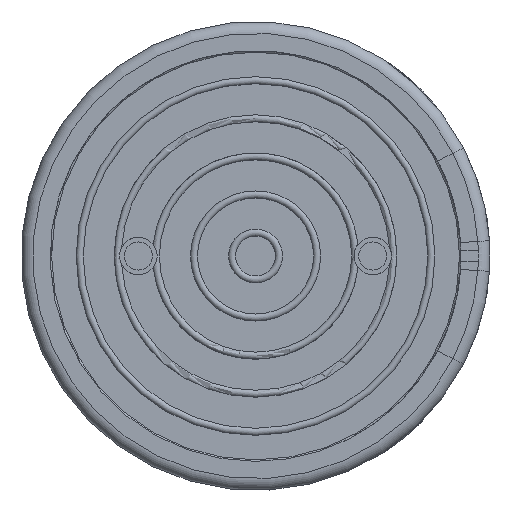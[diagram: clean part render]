
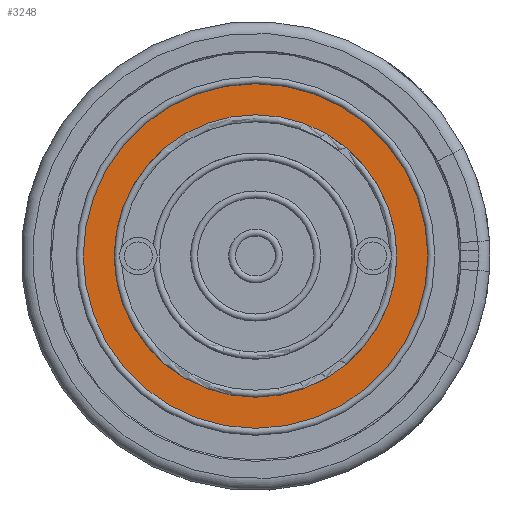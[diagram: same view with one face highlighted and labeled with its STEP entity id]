
A CAD part, front view. The second image highlights one B-rep face of the part: STEP entity #3248.
In plain terms, the highlighted planar face has unit normal (0, -1, 0).
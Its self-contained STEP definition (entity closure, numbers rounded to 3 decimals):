
#45=FACE_BOUND('',#507,.T.);
#231=PLANE('',#3617);
#354=FACE_OUTER_BOUND('',#506,.T.);
#506=EDGE_LOOP('',(#2898,#2899));
#507=EDGE_LOOP('',(#2900,#2901));
#1022=CIRCLE('',#3594,3.675);
#1023=CIRCLE('',#3595,3.675);
#1035=CIRCLE('',#3611,3.013);
#1036=CIRCLE('',#3612,3.013);
#1432=VERTEX_POINT('',#6502);
#1433=VERTEX_POINT('',#6503);
#1444=VERTEX_POINT('',#6534);
#1445=VERTEX_POINT('',#6535);
#1923=EDGE_CURVE('',#1432,#1433,#1022,.T.);
#1924=EDGE_CURVE('',#1433,#1432,#1023,.T.);
#1939=EDGE_CURVE('',#1444,#1445,#1035,.T.);
#1940=EDGE_CURVE('',#1445,#1444,#1036,.T.);
#2898=ORIENTED_EDGE('',*,*,#1923,.T.);
#2899=ORIENTED_EDGE('',*,*,#1924,.T.);
#2900=ORIENTED_EDGE('',*,*,#1939,.T.);
#2901=ORIENTED_EDGE('',*,*,#1940,.T.);
#3248=ADVANCED_FACE('',(#354,#45),#231,.T.);
#3594=AXIS2_PLACEMENT_3D('',#6504,#4394,#4395);
#3595=AXIS2_PLACEMENT_3D('',#6505,#4396,#4397);
#3611=AXIS2_PLACEMENT_3D('',#6536,#4431,#4432);
#3612=AXIS2_PLACEMENT_3D('',#6537,#4433,#4434);
#3617=AXIS2_PLACEMENT_3D('',#6543,#4444,#4445);
#4394=DIRECTION('center_axis',(0.,-1.,0.));
#4395=DIRECTION('ref_axis',(-1.,0.,0.));
#4396=DIRECTION('center_axis',(0.,-1.,0.));
#4397=DIRECTION('ref_axis',(-1.,0.,0.));
#4431=DIRECTION('center_axis',(0.,1.,0.));
#4432=DIRECTION('ref_axis',(-1.,0.,0.));
#4433=DIRECTION('center_axis',(0.,1.,0.));
#4434=DIRECTION('ref_axis',(-1.,0.,0.));
#4444=DIRECTION('center_axis',(0.,-1.,0.));
#4445=DIRECTION('ref_axis',(0.,0.,-1.));
#6502=CARTESIAN_POINT('',(-3.675,0.1,0.));
#6503=CARTESIAN_POINT('',(3.675,0.1,0.));
#6504=CARTESIAN_POINT('Origin',(0.,0.1,0.));
#6505=CARTESIAN_POINT('Origin',(0.,0.1,0.));
#6534=CARTESIAN_POINT('',(-3.013,0.1,0.));
#6535=CARTESIAN_POINT('',(3.013,0.1,0.));
#6536=CARTESIAN_POINT('Origin',(0.,0.1,0.));
#6537=CARTESIAN_POINT('Origin',(0.,0.1,0.));
#6543=CARTESIAN_POINT('Origin',(0.,0.1,0.));
